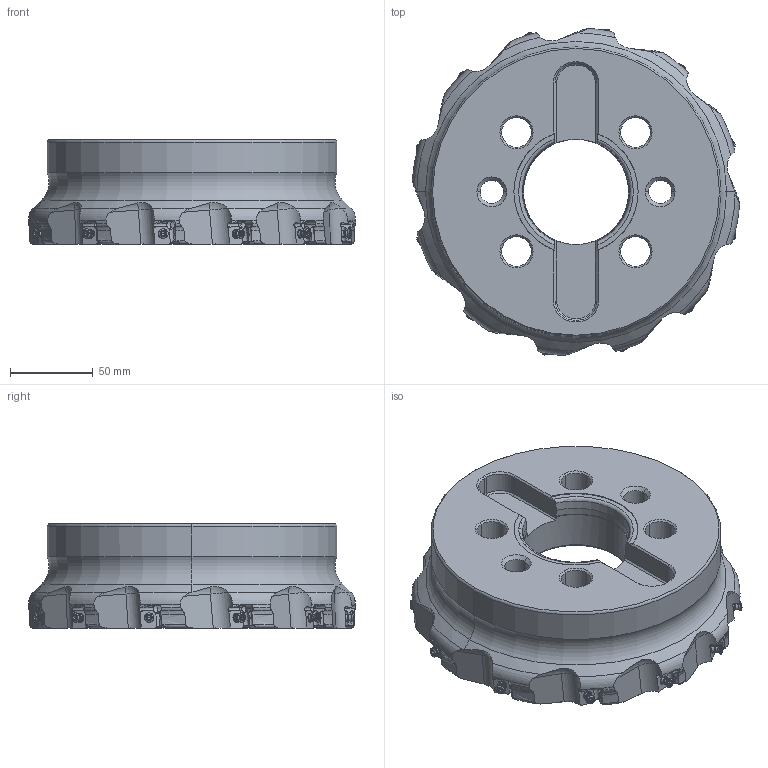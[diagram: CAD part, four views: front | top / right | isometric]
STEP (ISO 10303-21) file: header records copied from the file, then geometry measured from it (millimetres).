
FILE_DESCRIPTION(/* description */ (''),/* implementation_level */ '2;1');
FILE_NAME(/* name */ 'VOX400UR0812M.stp',/* time_stamp */ '2019-03-26T13:44:47+09:00',/* author */ (''),/* organization */ (''),/* preprocessor_version */ 'ST-DEVELOPER v16',/* originating_system */ 'SIEMENS PLM Software NX 10.0',/* authorisation */ '');
FILE_SCHEMA (('AUTOMOTIVE_DESIGN { 1 0 10303 214 3 1 1 1 }'));
Length unit declared in the file: millimetre
Products named in the file (1): VOX400UR0812M_ASM
Bounding box: 197.52 x 197.44 x 62.8 mm (x, y, z)
Volume: 977499.4 mm3; surface area: 118326.1 mm2
Topology: 13 solids, 13 shells, 1091 faces, 3152 edges, 2016 vertices
Faces by surface type: cylinder 458, cone 232, plane 219, torus 134, sphere 48
Entity records: 48201 total; most frequent: CARTESIAN_POINT 20268, ORIENTED_EDGE 6112, DIRECTION 5606, EDGE_CURVE 3056, AXIS2_PLACEMENT_3D 2323, VERTEX_POINT 2016, EDGE_LOOP 1130, CIRCLE 1119
